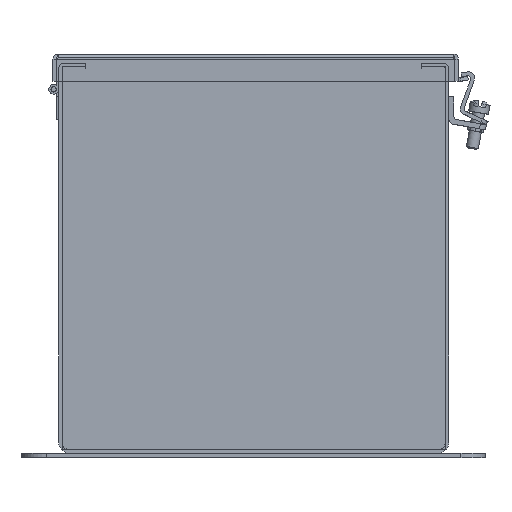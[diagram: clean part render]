
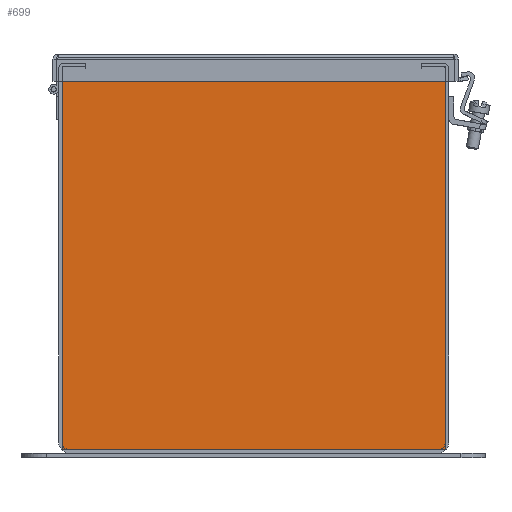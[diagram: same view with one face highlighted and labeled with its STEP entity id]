
A CAD part, left-side view. The second image highlights one B-rep face of the part: STEP entity #699.
In plain terms, the highlighted planar face has unit normal (-1, 0, 0).
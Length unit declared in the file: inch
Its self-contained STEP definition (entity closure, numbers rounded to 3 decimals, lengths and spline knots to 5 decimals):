
#601 = PLANE ( 'NONE',  #54039 ) ;
#699 = ADVANCED_FACE ( 'NONE', ( #25056 ), #601, .F. ) ;
#1120 = VECTOR ( 'NONE', #34475, 39.37008 ) ;
#1360 = DIRECTION ( 'NONE',  ( 0., 1., 0. ) ) ;
#1380 = LINE ( 'NONE', #50881, #60409 ) ;
#2824 = VERTEX_POINT ( 'NONE', #9020 ) ;
#3404 = LINE ( 'NONE', #52560, #21807 ) ;
#4604 = VECTOR ( 'NONE', #17874, 39.37008 ) ;
#5768 = VECTOR ( 'NONE', #34984, 39.37008 ) ;
#6898 = LINE ( 'NONE', #26544, #54980 ) ;
#7330 = VECTOR ( 'NONE', #39407, 39.37008 ) ;
#7554 = CARTESIAN_POINT ( 'NONE',  ( -1.70918, -0.69145, 5.79059 ) ) ;
#7876 = LINE ( 'NONE', #46809, #16988 ) ;
#8025 = ORIENTED_EDGE ( 'NONE', *, *, #61472, .T. ) ;
#9020 = CARTESIAN_POINT ( 'NONE',  ( -1.70918, 6.67475, 5.82204 ) ) ;
#9274 = EDGE_CURVE ( 'NONE', #50412, #62544, #3404, .T. ) ;
#9574 = ORIENTED_EDGE ( 'NONE', *, *, #60597, .F. ) ;
#12052 = VERTEX_POINT ( 'NONE', #56823 ) ;
#12826 = DIRECTION ( 'NONE',  ( 1., 0., 0. ) ) ;
#13624 = ORIENTED_EDGE ( 'NONE', *, *, #27858, .F. ) ;
#13930 = VECTOR ( 'NONE', #37698, 39.37008 ) ;
#14472 = EDGE_CURVE ( 'NONE', #62544, #39745, #40983, .T. ) ;
#15102 = CARTESIAN_POINT ( 'NONE',  ( -1.70918, 6.67475, 5.82204 ) ) ;
#15133 = CARTESIAN_POINT ( 'NONE',  ( -1.70918, -1.17725, -2.02996 ) ) ;
#16224 = EDGE_CURVE ( 'NONE', #2824, #52806, #1380, .T. ) ;
#16988 = VECTOR ( 'NONE', #55451, 39.37008 ) ;
#17874 = DIRECTION ( 'NONE',  ( 0., 1., 0. ) ) ;
#19955 = LINE ( 'NONE', #59817, #1120 ) ;
#21807 = VECTOR ( 'NONE', #22994, 39.37008 ) ;
#22994 = DIRECTION ( 'NONE',  ( 0., 0., -1. ) ) ;
#24831 = VECTOR ( 'NONE', #27190, 39.37008 ) ;
#24980 = LINE ( 'NONE', #44611, #5768 ) ;
#25056 = FACE_OUTER_BOUND ( 'NONE', #36928, .T. ) ;
#25607 = VERTEX_POINT ( 'NONE', #52305 ) ;
#26544 = CARTESIAN_POINT ( 'NONE',  ( -1.70918, 2.74875, 5.79079 ) ) ;
#27190 = DIRECTION ( 'NONE',  ( 0., 1., 0. ) ) ;
#27399 = CARTESIAN_POINT ( 'NONE',  ( -1.70918, 6.18875, 5.79059 ) ) ;
#27858 = EDGE_CURVE ( 'NONE', #39745, #2824, #59118, .T. ) ;
#29396 = EDGE_CURVE ( 'NONE', #52806, #12052, #24980, .T. ) ;
#31137 = CARTESIAN_POINT ( 'NONE',  ( -1.70918, -0.69125, 5.79079 ) ) ;
#31400 = ORIENTED_EDGE ( 'NONE', *, *, #39966, .T. ) ;
#32355 = LINE ( 'NONE', #52565, #4604 ) ;
#33153 = CARTESIAN_POINT ( 'NONE',  ( -1.70918, 6.18875, 5.82204 ) ) ;
#33339 = ORIENTED_EDGE ( 'NONE', *, *, #16224, .F. ) ;
#34475 = DIRECTION ( 'NONE',  ( 0., -1., 0. ) ) ;
#34741 = DIRECTION ( 'NONE',  ( 0., 0., 1. ) ) ;
#34984 = DIRECTION ( 'NONE',  ( 0., 0., -1. ) ) ;
#36730 = VERTEX_POINT ( 'NONE', #55294 ) ;
#36928 = EDGE_LOOP ( 'NONE', ( #39583, #8025, #9574, #31400, #53322, #49894, #33339, #13624, #49517, #60123, #61612, #53855 ) ) ;
#37095 = DIRECTION ( 'NONE',  ( 0., -1., 0. ) ) ;
#37385 = EDGE_CURVE ( 'NONE', #36730, #62608, #54718, .T. ) ;
#37698 = DIRECTION ( 'NONE',  ( 0., 0., -1. ) ) ;
#39407 = DIRECTION ( 'NONE',  ( 0., 0., 1. ) ) ;
#39583 = ORIENTED_EDGE ( 'NONE', *, *, #62961, .T. ) ;
#39745 = VERTEX_POINT ( 'NONE', #53514 ) ;
#39966 = EDGE_CURVE ( 'NONE', #52288, #47937, #53345, .T. ) ;
#40734 = CARTESIAN_POINT ( 'NONE',  ( -1.70918, 6.18875, 5.79079 ) ) ;
#40765 = DIRECTION ( 'NONE',  ( 0., -1., 0. ) ) ;
#40964 = CARTESIAN_POINT ( 'NONE',  ( -1.70918, -1.17725, 5.82204 ) ) ;
#40983 = LINE ( 'NONE', #55667, #47826 ) ;
#41256 = VERTEX_POINT ( 'NONE', #31137 ) ;
#44611 = CARTESIAN_POINT ( 'NONE',  ( -1.70918, 6.18895, 1.89604 ) ) ;
#46328 = EDGE_CURVE ( 'NONE', #62608, #50412, #19955, .T. ) ;
#46641 = CARTESIAN_POINT ( 'NONE',  ( -1.70918, -0.69145, 5.82204 ) ) ;
#46809 = CARTESIAN_POINT ( 'NONE',  ( -1.70918, -0.69125, 5.79059 ) ) ;
#46883 = DIRECTION ( 'NONE',  ( 0., 1., 0. ) ) ;
#47826 = VECTOR ( 'NONE', #1360, 39.37008 ) ;
#47937 = VERTEX_POINT ( 'NONE', #27399 ) ;
#48659 = CARTESIAN_POINT ( 'NONE',  ( -1.70918, -0.69145, 1.89604 ) ) ;
#49517 = ORIENTED_EDGE ( 'NONE', *, *, #14472, .F. ) ;
#49894 = ORIENTED_EDGE ( 'NONE', *, *, #29396, .F. ) ;
#50412 = VERTEX_POINT ( 'NONE', #40964 ) ;
#50881 = CARTESIAN_POINT ( 'NONE',  ( -1.70918, -1.17725, 5.82204 ) ) ;
#51978 = CARTESIAN_POINT ( 'NONE',  ( -1.70918, 2.74875, 1.89604 ) ) ;
#52288 = VERTEX_POINT ( 'NONE', #40734 ) ;
#52305 = CARTESIAN_POINT ( 'NONE',  ( -1.70918, -0.69125, 5.79059 ) ) ;
#52560 = CARTESIAN_POINT ( 'NONE',  ( -1.70918, -1.17725, -2.02996 ) ) ;
#52565 = CARTESIAN_POINT ( 'NONE',  ( -1.70918, 6.18875, 5.79059 ) ) ;
#52806 = VERTEX_POINT ( 'NONE', #57115 ) ;
#53322 = ORIENTED_EDGE ( 'NONE', *, *, #54529, .T. ) ;
#53345 = LINE ( 'NONE', #33153, #13930 ) ;
#53514 = CARTESIAN_POINT ( 'NONE',  ( -1.70918, 6.67475, -2.02996 ) ) ;
#53855 = ORIENTED_EDGE ( 'NONE', *, *, #37385, .F. ) ;
#54039 = AXIS2_PLACEMENT_3D ( 'NONE', #51978, #12826, #46883 ) ;
#54529 = EDGE_CURVE ( 'NONE', #47937, #12052, #32355, .T. ) ;
#54718 = LINE ( 'NONE', #48659, #7330 ) ;
#54980 = VECTOR ( 'NONE', #40765, 39.37008 ) ;
#55294 = CARTESIAN_POINT ( 'NONE',  ( -1.70918, -0.69145, 5.79059 ) ) ;
#55451 = DIRECTION ( 'NONE',  ( 0., 0., 1. ) ) ;
#55667 = CARTESIAN_POINT ( 'NONE',  ( -1.70918, 6.67475, -2.02996 ) ) ;
#56823 = CARTESIAN_POINT ( 'NONE',  ( -1.70918, 6.18895, 5.79059 ) ) ;
#56984 = LINE ( 'NONE', #7554, #24831 ) ;
#57115 = CARTESIAN_POINT ( 'NONE',  ( -1.70918, 6.18895, 5.82204 ) ) ;
#57727 = VECTOR ( 'NONE', #34741, 39.37008 ) ;
#59118 = LINE ( 'NONE', #15102, #57727 ) ;
#59817 = CARTESIAN_POINT ( 'NONE',  ( -1.70918, -1.17725, 5.82204 ) ) ;
#60123 = ORIENTED_EDGE ( 'NONE', *, *, #9274, .F. ) ;
#60409 = VECTOR ( 'NONE', #37095, 39.37008 ) ;
#60597 = EDGE_CURVE ( 'NONE', #52288, #41256, #6898, .T. ) ;
#61472 = EDGE_CURVE ( 'NONE', #25607, #41256, #7876, .T. ) ;
#61612 = ORIENTED_EDGE ( 'NONE', *, *, #46328, .F. ) ;
#62544 = VERTEX_POINT ( 'NONE', #15133 ) ;
#62608 = VERTEX_POINT ( 'NONE', #46641 ) ;
#62961 = EDGE_CURVE ( 'NONE', #36730, #25607, #56984, .T. ) ;
